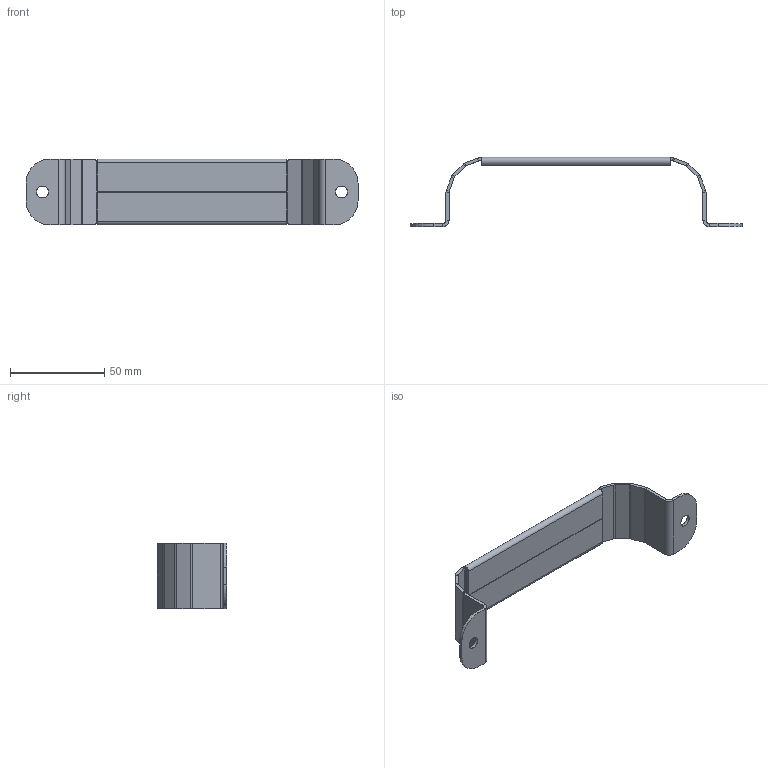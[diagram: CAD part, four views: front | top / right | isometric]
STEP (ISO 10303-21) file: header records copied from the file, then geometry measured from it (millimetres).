
FILE_DESCRIPTION(/* description */ (''),/* implementation_level */ '2;1');
FILE_NAME(/* name */ 'Chamber; External Door Handle; 10-22-25.stp',/* time_stamp */ '2025-10-25T20:59:45-04:00',/* author */ ('jmm62'),/* organization */ (''),/* preprocessor_version */ 'ST-DEVELOPER v20',/* originating_system */ 'Autodesk Inventor 2025',/* authorisation */ '');
FILE_SCHEMA (('AUTOMOTIVE_DESIGN { 1 0 10303 214 3 1 1 }'));
Length unit declared in the file: inch
Bounding box: 175.7 x 36.58 x 34.92 mm (x, y, z)
Volume: 17799.9 mm3; surface area: 23240.3 mm2
Topology: 1 solids, 1 shells, 122 faces, 262 edges, 142 vertices
Faces by surface type: plane 84, cylinder 38
Full cylindrical faces by diameter (mm): 6.35 x2
Entity records: 3364 total; most frequent: DIRECTION 586, CARTESIAN_POINT 527, ORIENTED_EDGE 524, EDGE_CURVE 262, AXIS2_PLACEMENT_3D 201, LINE 184, VECTOR 184, VERTEX_POINT 142
